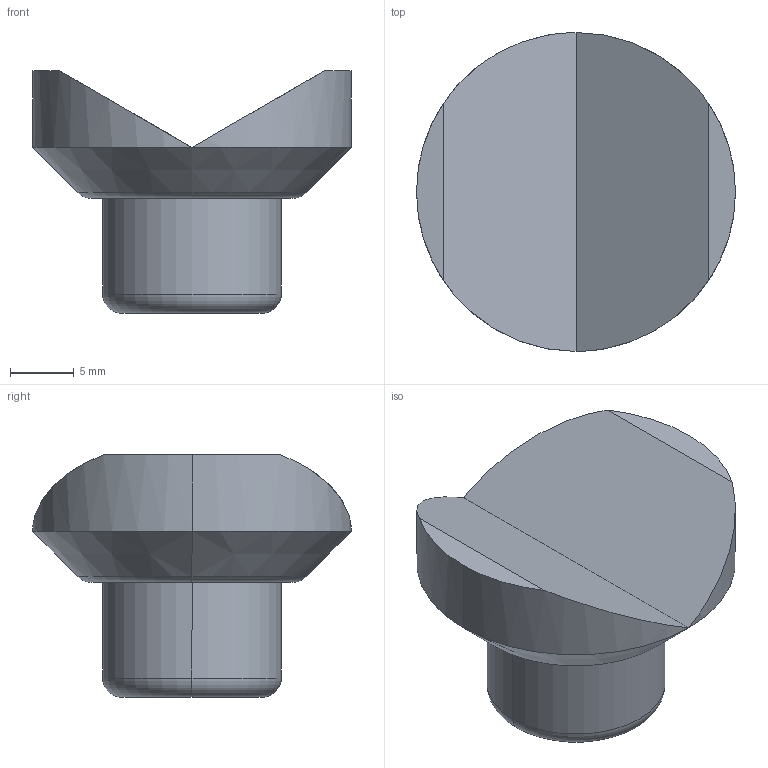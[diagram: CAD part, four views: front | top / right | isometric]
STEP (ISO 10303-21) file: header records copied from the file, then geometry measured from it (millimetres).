
FILE_DESCRIPTION(('STEP AP214'),'1');
FILE_NAME('160650.P.STP','2011-10-26T12:05:08',(' '),(' '),'Spatial InterOp 3D',' ',' ');
FILE_SCHEMA(('automotive_design'));
Length unit declared in the file: millimetre
Products named in the file (1): Zylinder
Bounding box: 25 x 25 x 19 mm (x, y, z)
Volume: 3879.4 mm3; surface area: 2027.9 mm2
Topology: 1 solids, 1 shells, 39 faces, 94 edges, 54 vertices
Faces by surface type: torus 12, sphere 10, cylinder 8, plane 7, cone 2
Entity records: 1531 total; most frequent: CARTESIAN_POINT 276, DIRECTION 227, ORIENTED_EDGE 176, AXIS2_PLACEMENT_3D 107, EDGE_CURVE 88, CIRCLE 63, VERTEX_POINT 54, EDGE_LOOP 42
